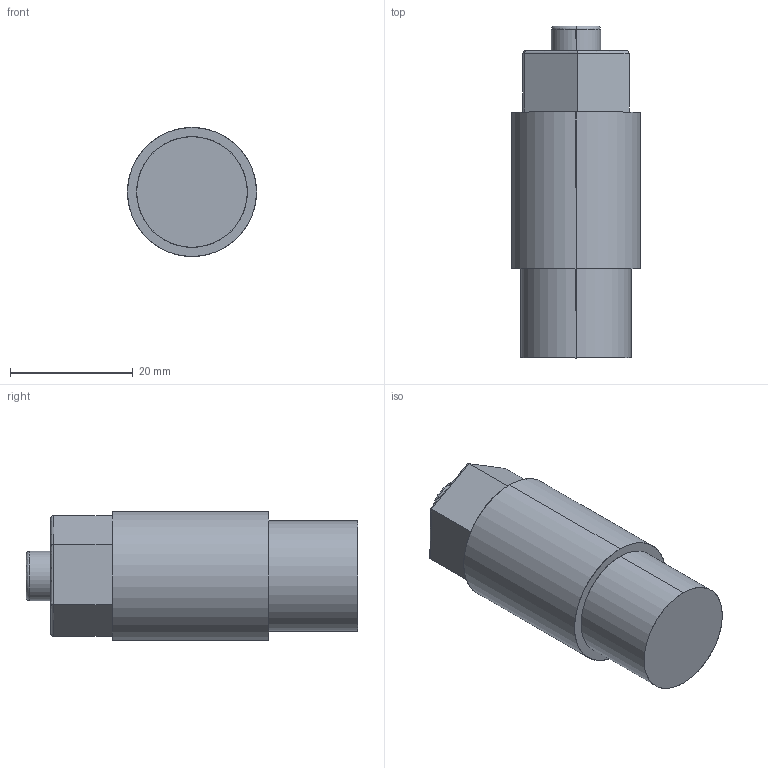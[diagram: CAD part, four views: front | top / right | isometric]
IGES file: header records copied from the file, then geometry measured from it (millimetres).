
Start section: SolidWorks IGES file using analytic representation for surfaces
Global section: file name: HEAD00410XXXX.igs; native system: SolidWorks 2012; preprocessor: SolidWorks 2012; author: ARUTPUT15; date: 131005.122633; units: millimetre
Bounding box: 21 x 54 x 21 mm (x, y, z)
Surface area: 4413.5 mm2 (no closed solid volume)
Topology: 0 solids, 0 shells, 32 faces, 356 edges, 356 vertices
Faces by surface type: bspline 20, revolution 12
